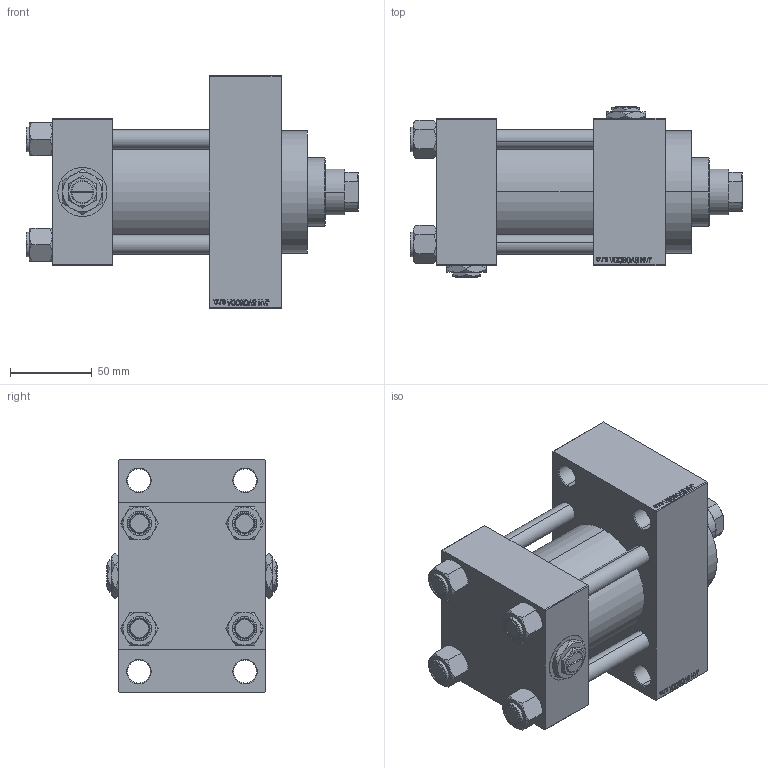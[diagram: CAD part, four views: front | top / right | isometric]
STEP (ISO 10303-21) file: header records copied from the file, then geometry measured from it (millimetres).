
FILE_DESCRIPTION (( 'STEP AP203' ), '1' );
FILE_NAME ('064b.STEP', '2023-08-23T01:56:29', ( '' ), ( '' ), 'SwSTEP 2.0', 'SolidWorks 2019', '' );
FILE_SCHEMA (( 'CONFIG_CONTROL_DESIGN' ));
Length unit declared in the file: millimetre
Products named in the file (7): V215CR_VCP_D 2bf0231b50cfa6bda9ded516e251eb80; Zatka_pro_OIL_PORT 2bf0231b50cfa6bda9ded516e251eb80; NUT_M5_D 2bf0231b50cfa6bda9ded516e251eb80; 064b; V215CR_D_TYCINKA 2bf0231b50cfa6bda9ded516e251eb80; V215_VC_A 2bf0231b50cfa6bda9ded516e251eb80; V215CR_D_Body 2bf0231b50cfa6bda9ded516e251eb80
Assembly tree (13 placements, depth 2):
  064b
    V215CR_D_Body 2bf0231b50cfa6bda9ded516e251eb80
    V215CR_VCP_D 2bf0231b50cfa6bda9ded516e251eb80
    NUT_M5_D 2bf0231b50cfa6bda9ded516e251eb80  x4
    V215CR_D_TYCINKA 2bf0231b50cfa6bda9ded516e251eb80  x4
    V215_VC_A 2bf0231b50cfa6bda9ded516e251eb80
    Zatka_pro_OIL_PORT 2bf0231b50cfa6bda9ded516e251eb80  x2
Bounding box: 203 x 104 x 142 mm (x, y, z)
Volume: 1106001.8 mm3; surface area: 202723.2 mm2
Topology: 13 solids, 13 shells, 1198 faces, 2970 edges, 1914 vertices
Faces by surface type: plane 543, bspline 368, cone 184, cylinder 95, torus 8
Entity records: 49021 total; most frequent: CARTESIAN_POINT 25601, ORIENTED_EDGE 5240, DIRECTION 3416, EDGE_CURVE 2620, VERTEX_POINT 1712, VECTOR 1546, LINE 1546, EDGE_LOOP 1172
